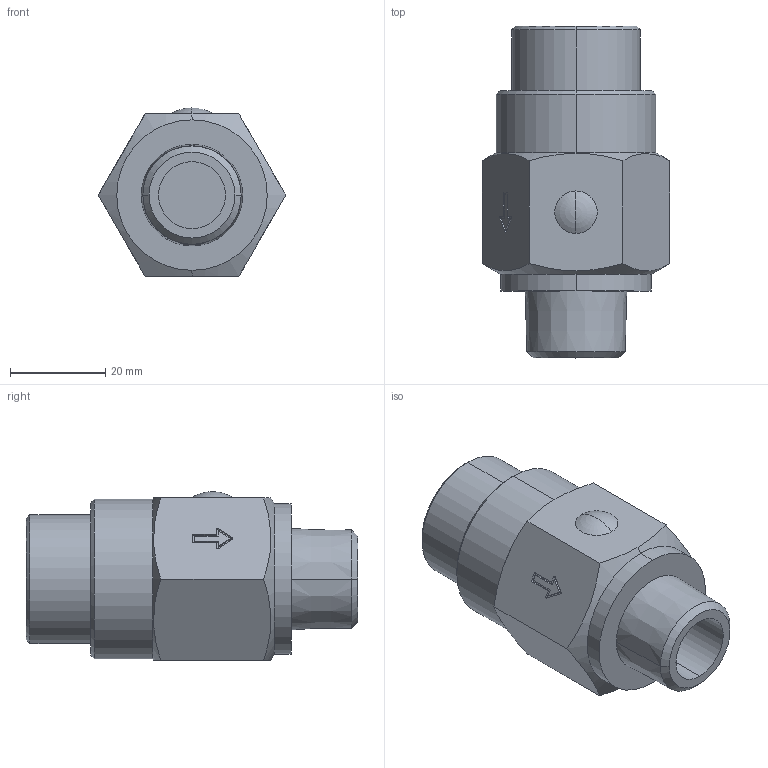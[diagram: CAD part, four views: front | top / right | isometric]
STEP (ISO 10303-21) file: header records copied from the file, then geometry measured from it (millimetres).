
FILE_DESCRIPTION(( 'MV.22.00.12.STEP' ), '1');
FILE_NAME( 'MV.22.00.12.STEP', '2018-10-04T12:34:20',( 'Sopra'),('sopra-pneumatic.com'), 'SwSTEP 2.0','SolidWorks 2009','' );
FILE_SCHEMA (( 'CONFIG_CONTROL_DESIGN' ));
Length unit declared in the file: millimetre
Products named in the file (1): 04120004
Bounding box: 39.26 x 69.5 x 35.3 mm (x, y, z)
Volume: 45818.1 mm3; surface area: 10020.8 mm2
Topology: 1 solids, 7 shells, 92 faces, 206 edges, 133 vertices
Faces by surface type: plane 38, cylinder 38, cone 14, torus 2
Entity records: 2807 total; most frequent: CARTESIAN_POINT 706, DIRECTION 420, ORIENTED_EDGE 408, EDGE_CURVE 204, AXIS2_PLACEMENT_3D 161, VERTEX_POINT 133, EDGE_LOOP 99, LINE 98
